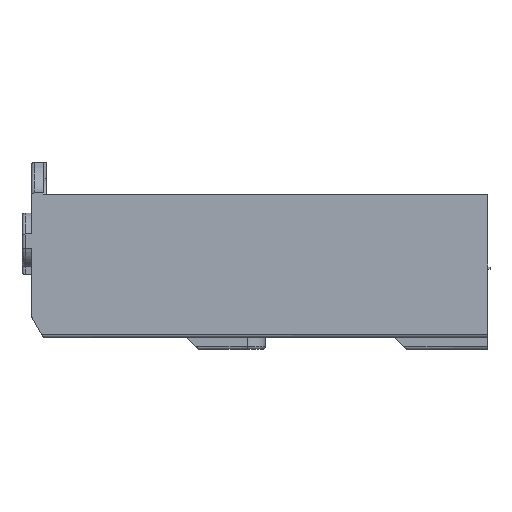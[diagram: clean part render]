
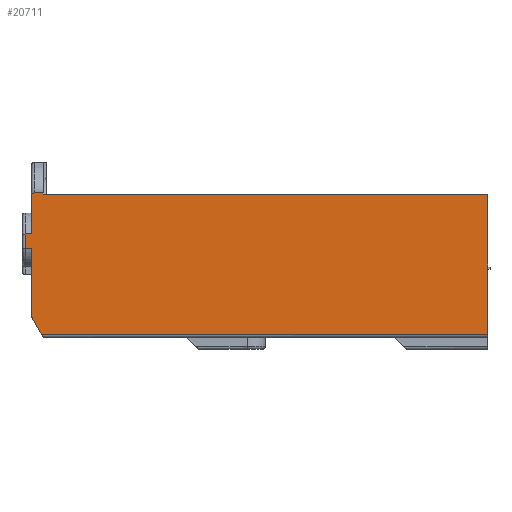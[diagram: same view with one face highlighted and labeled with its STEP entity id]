
A CAD part, left-side view. The second image highlights one B-rep face of the part: STEP entity #20711.
In plain terms, the highlighted planar face has unit normal (-1, 0, 0).
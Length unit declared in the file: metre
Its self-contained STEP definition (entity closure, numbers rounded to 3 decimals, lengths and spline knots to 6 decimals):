
#797=DIRECTION('',(0.,-1.,0.));
#798=VECTOR('',#797,0.001);
#799=CARTESIAN_POINT('',(0.00055,0.0763,-0.155355));
#800=LINE('',#799,#798);
#836=DIRECTION('',(0.,0.,1.));
#837=VECTOR('',#836,0.00233);
#838=CARTESIAN_POINT('',(0.00055,0.0763,-0.157685));
#839=LINE('',#838,#837);
#856=DIRECTION('',(0.,1.,0.));
#857=VECTOR('',#856,0.001);
#858=CARTESIAN_POINT('',(0.00055,0.0753,-0.157685));
#859=LINE('',#858,#857);
#1022=DIRECTION('',(0.,0.,1.));
#1023=VECTOR('',#1022,0.022907);
#1024=CARTESIAN_POINT('',(0.00055,0.0003,-0.17182));
#1025=LINE('',#1024,#1023);
#1026=DIRECTION('',(0.,-0.5,-0.866));
#1027=VECTOR('',#1026,0.003464);
#1028=CARTESIAN_POINT('',(0.00055,0.0753,-0.16882));
#1029=LINE('',#1028,#1027);
#1030=DIRECTION('',(0.,0.,-1.));
#1031=VECTOR('',#1030,0.011135);
#1032=CARTESIAN_POINT('',(0.00055,0.0753,-0.157685));
#1033=LINE('',#1032,#1031);
#1034=DIRECTION('',(0.,0.,-1.));
#1035=VECTOR('',#1034,0.006235);
#1036=CARTESIAN_POINT('',(0.00055,0.0753,-0.14912));
#1037=LINE('',#1036,#1035);
#1038=CARTESIAN_POINT('',(0.00055,0.0748,-0.14912));
#1039=DIRECTION('',(-1.,0.,0.));
#1040=DIRECTION('',(0.,0.,1.));
#1041=AXIS2_PLACEMENT_3D('',#1038,#1039,#1040);
#1047=DIRECTION('',(0.,-1.,0.));
#1048=VECTOR('',#1047,0.0015);
#1049=CARTESIAN_POINT('',(0.00055,0.0748,-0.14862));
#1050=LINE('',#1049,#1048);
#1108=DIRECTION('',(0.,0.,-1.));
#1109=VECTOR('',#1108,0.000293);
#1110=CARTESIAN_POINT('',(0.00055,0.0733,-0.14862));
#1111=LINE('',#1110,#1109);
#6345=DIRECTION('',(0.,1.,0.));
#6346=VECTOR('',#6345,0.073268);
#6347=CARTESIAN_POINT('',(0.00055,0.0003,-0.17182));
#6348=LINE('',#6347,#6346);
#14885=DIRECTION('',(0.,-1.,0.));
#14886=VECTOR('',#14885,0.073);
#14887=CARTESIAN_POINT('',(0.00055,0.0733,-0.148913));
#14888=LINE('',#14887,#14886);
#15462=CARTESIAN_POINT('',(0.00055,0.0003,-0.17182));
#15463=VERTEX_POINT('',#15462);
#15464=CARTESIAN_POINT('',(0.00055,0.0003,-0.148913));
#15465=VERTEX_POINT('',#15464);
#15555=CARTESIAN_POINT('',(0.00055,0.0753,-0.157685));
#15556=VERTEX_POINT('',#15555);
#15557=CARTESIAN_POINT('',(0.00055,0.0753,-0.16882));
#15558=VERTEX_POINT('',#15557);
#15731=CARTESIAN_POINT('',(0.00055,0.0753,-0.14912));
#15732=VERTEX_POINT('',#15731);
#15733=CARTESIAN_POINT('',(0.00055,0.0753,-0.155355));
#15734=VERTEX_POINT('',#15733);
#15780=CARTESIAN_POINT('',(0.00055,0.0763,-0.155355));
#15781=VERTEX_POINT('',#15780);
#15784=CARTESIAN_POINT('',(0.00055,0.0733,-0.14862));
#15785=CARTESIAN_POINT('',(0.00055,0.0733,-0.148913));
#15786=VERTEX_POINT('',#15784);
#15787=VERTEX_POINT('',#15785);
#15788=CARTESIAN_POINT('',(0.00055,0.073568,
-0.17182));
#15789=VERTEX_POINT('',#15788);
#15790=CARTESIAN_POINT('',(0.00055,0.0763,-0.157685));
#15791=VERTEX_POINT('',#15790);
#15792=CARTESIAN_POINT('',(0.00055,0.0748,-0.14862));
#15793=VERTEX_POINT('',#15792);
#20685=CARTESIAN_POINT('',(0.00055,0.0003,-0.211879));
#20686=DIRECTION('',(-1.,0.,0.));
#20687=DIRECTION('',(0.,0.,1.));
#20688=AXIS2_PLACEMENT_3D('',#20685,#20686,#20687);
#20689=PLANE('',#20688);
#20691=ORIENTED_EDGE('',*,*,#20690,.T.);
#20693=ORIENTED_EDGE('',*,*,#20692,.T.);
#20695=ORIENTED_EDGE('',*,*,#20694,.T.);
#20697=ORIENTED_EDGE('',*,*,#20696,.F.);
#20699=ORIENTED_EDGE('',*,*,#20698,.T.);
#20701=ORIENTED_EDGE('',*,*,#20700,.F.);
#20702=ORIENTED_EDGE('',*,*,#20046,.F.);
#20703=ORIENTED_EDGE('',*,*,#20391,.T.);
#20704=ORIENTED_EDGE('',*,*,#20348,.T.);
#20705=ORIENTED_EDGE('',*,*,#20297,.T.);
#20706=ORIENTED_EDGE('',*,*,#20223,.F.);
#20708=ORIENTED_EDGE('',*,*,#20707,.F.);
#20709=EDGE_LOOP('',(#20691,#20693,#20695,#20697,#20699,#20701,#20702,#20703,
#20704,#20705,#20706,#20708));
#20710=FACE_OUTER_BOUND('',#20709,.F.);
#20711=ADVANCED_FACE('',(#20710),#20689,.T.);
#1042=CIRCLE('',#1041,0.0005);
#20046=EDGE_CURVE('',#15556,#15558,#1033,.T.);
#20223=EDGE_CURVE('',#15732,#15734,#1037,.T.);
#20297=EDGE_CURVE('',#15781,#15734,#800,.T.);
#20348=EDGE_CURVE('',#15791,#15781,#839,.T.);
#20391=EDGE_CURVE('',#15556,#15791,#859,.T.);
#20690=EDGE_CURVE('',#15793,#15786,#1050,.T.);
#20692=EDGE_CURVE('',#15786,#15787,#1111,.T.);
#20694=EDGE_CURVE('',#15787,#15465,#14888,.T.);
#20696=EDGE_CURVE('',#15463,#15465,#1025,.T.);
#20698=EDGE_CURVE('',#15463,#15789,#6348,.T.);
#20700=EDGE_CURVE('',#15558,#15789,#1029,.T.);
#20707=EDGE_CURVE('',#15793,#15732,#1042,.T.);
